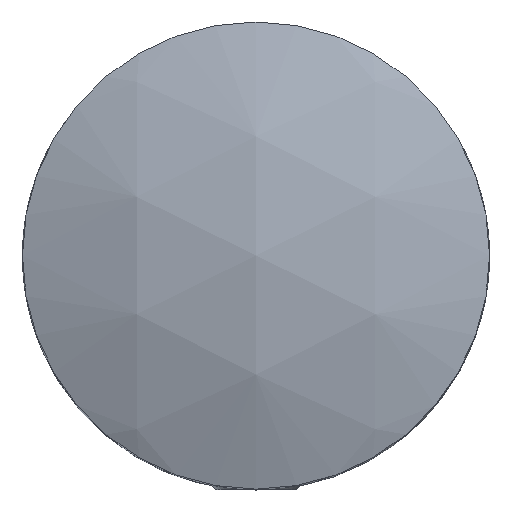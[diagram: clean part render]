
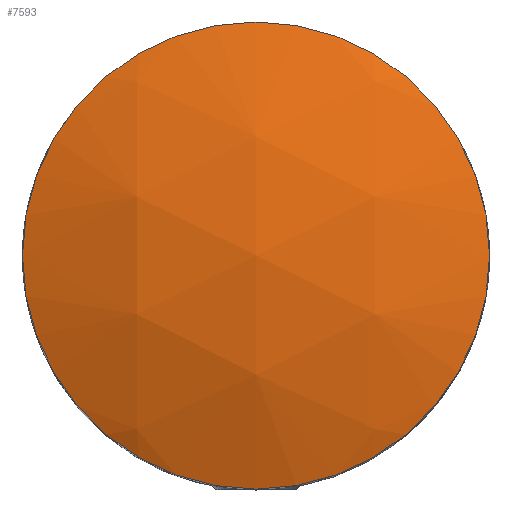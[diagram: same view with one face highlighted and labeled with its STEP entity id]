
A CAD part, top view. The second image highlights one B-rep face of the part: STEP entity #7593.
In plain terms, the highlighted spherical face has radius 28 mm.
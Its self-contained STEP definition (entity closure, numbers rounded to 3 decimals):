
#3065 = AXIS2_PLACEMENT_3D ( 'NONE', #5143, #19520, #6954 ) ;
#3409 = EDGE_LOOP ( 'NONE', ( #18590 ) ) ;
#4965 = VERTEX_POINT ( 'NONE', #6068 ) ;
#5143 = CARTESIAN_POINT ( 'NONE',  ( 0., 0., 23.749 ) ) ;
#6068 = CARTESIAN_POINT ( 'NONE',  ( 11., 0., 23.749 ) ) ;
#6954 = DIRECTION ( 'NONE',  ( 1., 0., 0. ) ) ;
#7593 = ADVANCED_FACE ( 'NONE', ( #9566 ), #13324, .T. ) ;
#8749 = CARTESIAN_POINT ( 'NONE',  ( 0., 0., -2. ) ) ;
#9566 = FACE_OUTER_BOUND ( 'NONE', #3409, .T. ) ;
#10609 = EDGE_CURVE ( 'NONE', #4965, #4965, #21047, .T. ) ;
#13324 = SPHERICAL_SURFACE ( 'NONE', #23058, 28. ) ;
#18590 = ORIENTED_EDGE ( 'NONE', *, *, #10609, .T. ) ;
#19204 = DIRECTION ( 'NONE',  ( 0., 1., 0. ) ) ;
#19428 = DIRECTION ( 'NONE',  ( -1., 0., 0. ) ) ;
#19520 = DIRECTION ( 'NONE',  ( 0., 0., 1. ) ) ;
#21047 = CIRCLE ( 'NONE', #3065, 11. ) ;
#23058 = AXIS2_PLACEMENT_3D ( 'NONE', #8749, #19428, #19204 ) ;
